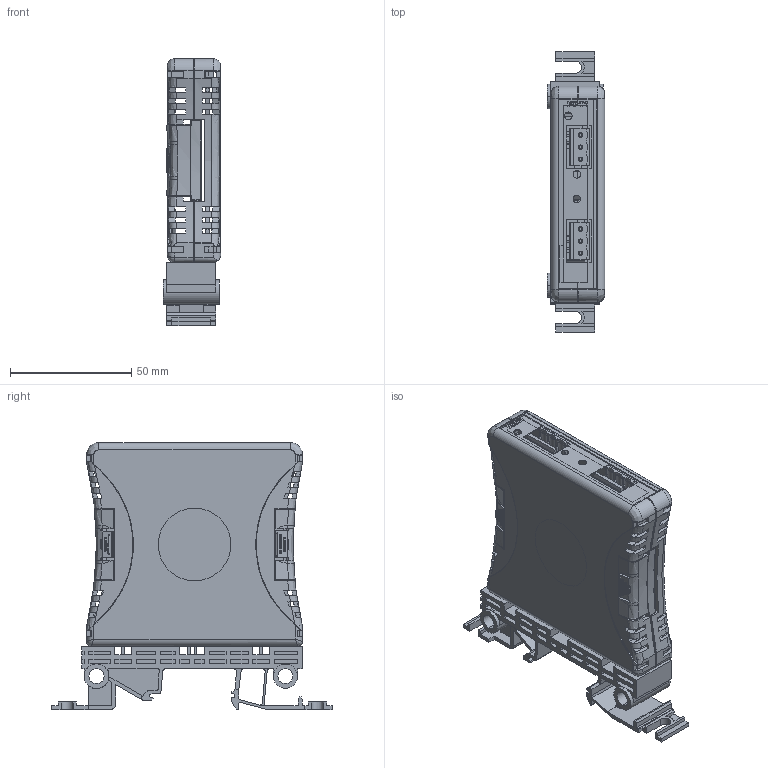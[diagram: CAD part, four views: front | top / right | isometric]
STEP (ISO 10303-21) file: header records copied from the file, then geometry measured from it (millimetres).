
FILE_DESCRIPTION (( 'STEP AP214' ), '1' );
FILE_NAME ('FC-ISO-C r1b Case Only 1 red1 fXT -surf1 - internals COMPLETE FC-T1 pre coord.STEP', '2021-08-31T15:56:35', ( '' ), ( '' ), 'SwSTEP 2.0', 'SolidWorks 2017', '' );
FILE_SCHEMA (( 'AUTOMOTIVE_DESIGN' ));
Length unit declared in the file: inch
Products named in the file (1): FC-ISO-C r1b Case Only 1 red1 fXT -surf1 - internals COMPLETE FC-T1 pre coord
Bounding box: 23.6 x 115.55 x 110.23 mm (x, y, z)
Volume: 59776.3 mm3; surface area: 77995.9 mm2
Topology: 13 solids, 13 shells, 2341 faces, 6616 edges, 4340 vertices
Faces by surface type: plane 1747, cylinder 374, bspline 216, cone 4
Entity records: 88658 total; most frequent: CARTESIAN_POINT 30564, ORIENTED_EDGE 13228, DIRECTION 10077, EDGE_CURVE 6614, LINE 4677, VECTOR 4677, VERTEX_POINT 4340, AXIS2_PLACEMENT_3D 2700
